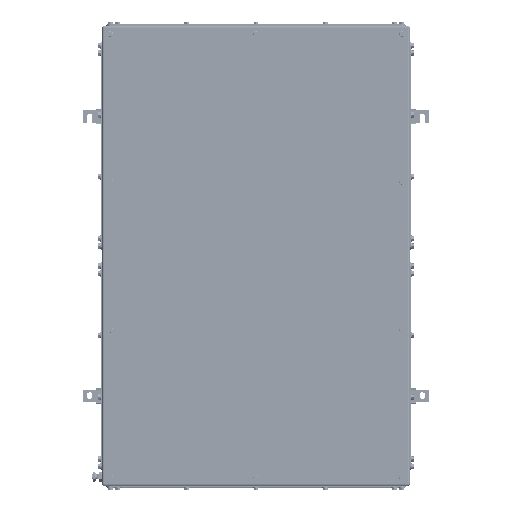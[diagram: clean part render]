
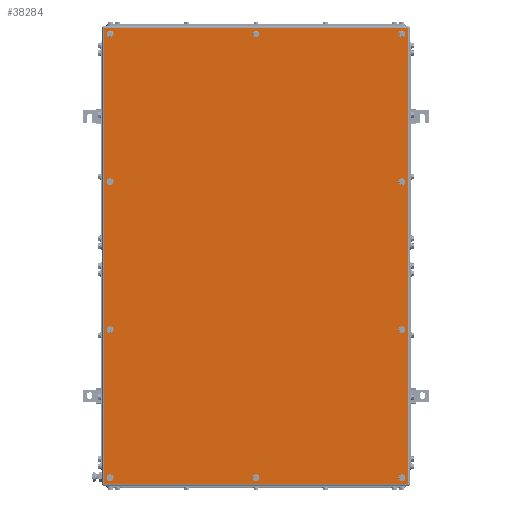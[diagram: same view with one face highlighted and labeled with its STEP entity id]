
A CAD part, top view. The second image highlights one B-rep face of the part: STEP entity #38284.
In plain terms, the highlighted planar face has unit normal (0, 0, 1).
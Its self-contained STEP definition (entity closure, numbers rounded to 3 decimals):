
#38050=AXIS2_PLACEMENT_3D('Circle Axis2P3D',#38048,#38049,$) ;
#38077=AXIS2_PLACEMENT_3D('Plane Axis2P3D',#38074,#38075,#38076) ;
#38115=AXIS2_PLACEMENT_3D('Circle Axis2P3D',#38113,#38114,$) ;
#38124=AXIS2_PLACEMENT_3D('Circle Axis2P3D',#38122,#38123,$) ;
#38133=AXIS2_PLACEMENT_3D('Circle Axis2P3D',#38131,#38132,$) ;
#38142=AXIS2_PLACEMENT_3D('Circle Axis2P3D',#38140,#38141,$) ;
#38151=AXIS2_PLACEMENT_3D('Circle Axis2P3D',#38149,#38150,$) ;
#38160=AXIS2_PLACEMENT_3D('Circle Axis2P3D',#38158,#38159,$) ;
#38169=AXIS2_PLACEMENT_3D('Circle Axis2P3D',#38167,#38168,$) ;
#38178=AXIS2_PLACEMENT_3D('Circle Axis2P3D',#38176,#38177,$) ;
#38187=AXIS2_PLACEMENT_3D('Circle Axis2P3D',#38185,#38186,$) ;
#38196=AXIS2_PLACEMENT_3D('Circle Axis2P3D',#38194,#38195,$) ;
#38205=AXIS2_PLACEMENT_3D('Circle Axis2P3D',#38203,#38204,$) ;
#38214=AXIS2_PLACEMENT_3D('Circle Axis2P3D',#38212,#38213,$) ;
#38223=AXIS2_PLACEMENT_3D('Circle Axis2P3D',#38221,#38222,$) ;
#38232=AXIS2_PLACEMENT_3D('Circle Axis2P3D',#38230,#38231,$) ;
#38241=AXIS2_PLACEMENT_3D('Circle Axis2P3D',#38239,#38240,$) ;
#38250=AXIS2_PLACEMENT_3D('Circle Axis2P3D',#38248,#38249,$) ;
#38259=AXIS2_PLACEMENT_3D('Circle Axis2P3D',#38257,#38258,$) ;
#38268=AXIS2_PLACEMENT_3D('Circle Axis2P3D',#38266,#38267,$) ;
#38277=AXIS2_PLACEMENT_3D('Circle Axis2P3D',#38275,#38276,$) ;
#38045=CARTESIAN_POINT('Vertex',(56.5,615.167,203.5)) ;
#38048=CARTESIAN_POINT('Axis2P3D Location',(53.,615.167,203.5)) ;
#38052=CARTESIAN_POINT('Vertex',(49.5,615.167,203.5)) ;
#38074=CARTESIAN_POINT('Axis2P3D Location',(345.5,468.,203.5)) ;
#38079=CARTESIAN_POINT('Line Origine',(345.5,924.5,203.5)) ;
#38083=CARTESIAN_POINT('Vertex',(650.,924.5,203.5)) ;
#38085=CARTESIAN_POINT('Vertex',(41.,924.5,203.5)) ;
#38088=CARTESIAN_POINT('Line Origine',(41.,468.,203.5)) ;
#38092=CARTESIAN_POINT('Vertex',(41.,11.5,203.5)) ;
#38095=CARTESIAN_POINT('Line Origine',(345.5,11.5,203.5)) ;
#38099=CARTESIAN_POINT('Vertex',(650.,11.5,203.5)) ;
#38102=CARTESIAN_POINT('Line Origine',(650.,468.,203.5)) ;
#38113=CARTESIAN_POINT('Axis2P3D Location',(53.,615.167,203.5)) ;
#38122=CARTESIAN_POINT('Axis2P3D Location',(53.,320.833,203.5)) ;
#38126=CARTESIAN_POINT('Vertex',(49.5,320.833,203.5)) ;
#38128=CARTESIAN_POINT('Vertex',(56.5,320.833,203.5)) ;
#38131=CARTESIAN_POINT('Axis2P3D Location',(53.,320.833,203.5)) ;
#38140=CARTESIAN_POINT('Axis2P3D Location',(638.,320.833,203.5)) ;
#38144=CARTESIAN_POINT('Vertex',(641.5,320.833,203.5)) ;
#38146=CARTESIAN_POINT('Vertex',(634.5,320.833,203.5)) ;
#38149=CARTESIAN_POINT('Axis2P3D Location',(638.,320.833,203.5)) ;
#38158=CARTESIAN_POINT('Axis2P3D Location',(638.,615.167,203.5)) ;
#38162=CARTESIAN_POINT('Vertex',(641.5,615.167,203.5)) ;
#38164=CARTESIAN_POINT('Vertex',(634.5,615.167,203.5)) ;
#38167=CARTESIAN_POINT('Axis2P3D Location',(638.,615.167,203.5)) ;
#38176=CARTESIAN_POINT('Axis2P3D Location',(345.5,23.5,203.5)) ;
#38180=CARTESIAN_POINT('Vertex',(349.,23.5,203.5)) ;
#38182=CARTESIAN_POINT('Vertex',(342.,23.5,203.5)) ;
#38185=CARTESIAN_POINT('Axis2P3D Location',(345.5,23.5,203.5)) ;
#38194=CARTESIAN_POINT('Axis2P3D Location',(345.5,912.5,203.5)) ;
#38198=CARTESIAN_POINT('Vertex',(349.,912.5,203.5)) ;
#38200=CARTESIAN_POINT('Vertex',(342.,912.5,203.5)) ;
#38203=CARTESIAN_POINT('Axis2P3D Location',(345.5,912.5,203.5)) ;
#38212=CARTESIAN_POINT('Axis2P3D Location',(53.,912.5,203.5)) ;
#38216=CARTESIAN_POINT('Vertex',(49.5,912.5,203.5)) ;
#38218=CARTESIAN_POINT('Vertex',(56.5,912.5,203.5)) ;
#38221=CARTESIAN_POINT('Axis2P3D Location',(53.,912.5,203.5)) ;
#38230=CARTESIAN_POINT('Axis2P3D Location',(53.,23.5,203.5)) ;
#38234=CARTESIAN_POINT('Vertex',(49.5,23.5,203.5)) ;
#38236=CARTESIAN_POINT('Vertex',(56.5,23.5,203.5)) ;
#38239=CARTESIAN_POINT('Axis2P3D Location',(53.,23.5,203.5)) ;
#38248=CARTESIAN_POINT('Axis2P3D Location',(638.,23.5,203.5)) ;
#38252=CARTESIAN_POINT('Vertex',(641.5,23.5,203.5)) ;
#38254=CARTESIAN_POINT('Vertex',(634.5,23.5,203.5)) ;
#38257=CARTESIAN_POINT('Axis2P3D Location',(638.,23.5,203.5)) ;
#38266=CARTESIAN_POINT('Axis2P3D Location',(638.,912.5,203.5)) ;
#38270=CARTESIAN_POINT('Vertex',(641.5,912.5,203.5)) ;
#38272=CARTESIAN_POINT('Vertex',(634.5,912.5,203.5)) ;
#38275=CARTESIAN_POINT('Axis2P3D Location',(638.,912.5,203.5)) ;
#38049=DIRECTION('Axis2P3D Direction',(0.,0.,1.)) ;
#38075=DIRECTION('Axis2P3D Direction',(0.,0.,1.)) ;
#38076=DIRECTION('Axis2P3D XDirection',(1.,0.,0.)) ;
#38080=DIRECTION('Vector Direction',(1.,0.,0.)) ;
#38089=DIRECTION('Vector Direction',(0.,-1.,0.)) ;
#38096=DIRECTION('Vector Direction',(1.,0.,0.)) ;
#38103=DIRECTION('Vector Direction',(0.,1.,0.)) ;
#38114=DIRECTION('Axis2P3D Direction',(0.,0.,1.)) ;
#38123=DIRECTION('Axis2P3D Direction',(0.,0.,1.)) ;
#38132=DIRECTION('Axis2P3D Direction',(0.,0.,1.)) ;
#38141=DIRECTION('Axis2P3D Direction',(0.,0.,1.)) ;
#38150=DIRECTION('Axis2P3D Direction',(0.,0.,1.)) ;
#38159=DIRECTION('Axis2P3D Direction',(0.,0.,1.)) ;
#38168=DIRECTION('Axis2P3D Direction',(0.,0.,1.)) ;
#38177=DIRECTION('Axis2P3D Direction',(0.,0.,1.)) ;
#38186=DIRECTION('Axis2P3D Direction',(0.,0.,1.)) ;
#38195=DIRECTION('Axis2P3D Direction',(0.,0.,1.)) ;
#38204=DIRECTION('Axis2P3D Direction',(0.,0.,1.)) ;
#38213=DIRECTION('Axis2P3D Direction',(0.,0.,1.)) ;
#38222=DIRECTION('Axis2P3D Direction',(0.,0.,1.)) ;
#38231=DIRECTION('Axis2P3D Direction',(0.,0.,1.)) ;
#38240=DIRECTION('Axis2P3D Direction',(0.,0.,1.)) ;
#38249=DIRECTION('Axis2P3D Direction',(0.,0.,1.)) ;
#38258=DIRECTION('Axis2P3D Direction',(0.,0.,1.)) ;
#38267=DIRECTION('Axis2P3D Direction',(0.,0.,1.)) ;
#38276=DIRECTION('Axis2P3D Direction',(0.,0.,1.)) ;
#38081=VECTOR('Line Direction',#38080,1.) ;
#38090=VECTOR('Line Direction',#38089,1.) ;
#38097=VECTOR('Line Direction',#38096,1.) ;
#38104=VECTOR('Line Direction',#38103,1.) ;
#38108=ORIENTED_EDGE('',*,*,#38087,.T.) ;
#38109=ORIENTED_EDGE('',*,*,#38094,.T.) ;
#38110=ORIENTED_EDGE('',*,*,#38101,.T.) ;
#38111=ORIENTED_EDGE('',*,*,#38106,.T.) ;
#38119=ORIENTED_EDGE('',*,*,#38117,.F.) ;
#38120=ORIENTED_EDGE('',*,*,#38054,.F.) ;
#38137=ORIENTED_EDGE('',*,*,#38130,.F.) ;
#38138=ORIENTED_EDGE('',*,*,#38135,.F.) ;
#38155=ORIENTED_EDGE('',*,*,#38148,.F.) ;
#38156=ORIENTED_EDGE('',*,*,#38153,.F.) ;
#38173=ORIENTED_EDGE('',*,*,#38166,.F.) ;
#38174=ORIENTED_EDGE('',*,*,#38171,.F.) ;
#38191=ORIENTED_EDGE('',*,*,#38184,.F.) ;
#38192=ORIENTED_EDGE('',*,*,#38189,.F.) ;
#38209=ORIENTED_EDGE('',*,*,#38202,.F.) ;
#38210=ORIENTED_EDGE('',*,*,#38207,.F.) ;
#38227=ORIENTED_EDGE('',*,*,#38220,.F.) ;
#38228=ORIENTED_EDGE('',*,*,#38225,.F.) ;
#38245=ORIENTED_EDGE('',*,*,#38238,.F.) ;
#38246=ORIENTED_EDGE('',*,*,#38243,.F.) ;
#38263=ORIENTED_EDGE('',*,*,#38256,.F.) ;
#38264=ORIENTED_EDGE('',*,*,#38261,.F.) ;
#38281=ORIENTED_EDGE('',*,*,#38274,.F.) ;
#38282=ORIENTED_EDGE('',*,*,#38279,.F.) ;
#38121=FACE_BOUND('',#38118,.T.) ;
#38139=FACE_BOUND('',#38136,.T.) ;
#38157=FACE_BOUND('',#38154,.T.) ;
#38175=FACE_BOUND('',#38172,.T.) ;
#38193=FACE_BOUND('',#38190,.T.) ;
#38211=FACE_BOUND('',#38208,.T.) ;
#38229=FACE_BOUND('',#38226,.T.) ;
#38247=FACE_BOUND('',#38244,.T.) ;
#38265=FACE_BOUND('',#38262,.T.) ;
#38283=FACE_BOUND('',#38280,.T.) ;
#38284=ADVANCED_FACE('ZUB_KTB_FS_916120_4GP_AllCATPart.2\\ZUB_DE_KTB_FS.1\\DE_KTB_MH_PART_MASTER.1\\Koerper.2',(#38112,#38121,#38139,#38157,#38175,#38193,#38211,#38229,#38247,#38265,#38283),#38078,.T.) ;
#38051=CIRCLE('generated circle',#38050,3.5) ;
#38116=CIRCLE('generated circle',#38115,3.5) ;
#38125=CIRCLE('generated circle',#38124,3.5) ;
#38134=CIRCLE('generated circle',#38133,3.5) ;
#38143=CIRCLE('generated circle',#38142,3.5) ;
#38152=CIRCLE('generated circle',#38151,3.5) ;
#38161=CIRCLE('generated circle',#38160,3.5) ;
#38170=CIRCLE('generated circle',#38169,3.5) ;
#38179=CIRCLE('generated circle',#38178,3.5) ;
#38188=CIRCLE('generated circle',#38187,3.5) ;
#38197=CIRCLE('generated circle',#38196,3.5) ;
#38206=CIRCLE('generated circle',#38205,3.5) ;
#38215=CIRCLE('generated circle',#38214,3.5) ;
#38224=CIRCLE('generated circle',#38223,3.5) ;
#38233=CIRCLE('generated circle',#38232,3.5) ;
#38242=CIRCLE('generated circle',#38241,3.5) ;
#38251=CIRCLE('generated circle',#38250,3.5) ;
#38260=CIRCLE('generated circle',#38259,3.5) ;
#38269=CIRCLE('generated circle',#38268,3.5) ;
#38278=CIRCLE('generated circle',#38277,3.5) ;
#38054=EDGE_CURVE('',#38046,#38053,#38051,.T.) ;
#38087=EDGE_CURVE('',#38084,#38086,#38082,.F.) ;
#38094=EDGE_CURVE('',#38086,#38093,#38091,.T.) ;
#38101=EDGE_CURVE('',#38093,#38100,#38098,.T.) ;
#38106=EDGE_CURVE('',#38100,#38084,#38105,.T.) ;
#38117=EDGE_CURVE('',#38053,#38046,#38116,.T.) ;
#38130=EDGE_CURVE('',#38127,#38129,#38125,.T.) ;
#38135=EDGE_CURVE('',#38129,#38127,#38134,.T.) ;
#38148=EDGE_CURVE('',#38145,#38147,#38143,.T.) ;
#38153=EDGE_CURVE('',#38147,#38145,#38152,.T.) ;
#38166=EDGE_CURVE('',#38163,#38165,#38161,.T.) ;
#38171=EDGE_CURVE('',#38165,#38163,#38170,.T.) ;
#38184=EDGE_CURVE('',#38181,#38183,#38179,.T.) ;
#38189=EDGE_CURVE('',#38183,#38181,#38188,.T.) ;
#38202=EDGE_CURVE('',#38199,#38201,#38197,.T.) ;
#38207=EDGE_CURVE('',#38201,#38199,#38206,.T.) ;
#38220=EDGE_CURVE('',#38217,#38219,#38215,.T.) ;
#38225=EDGE_CURVE('',#38219,#38217,#38224,.T.) ;
#38238=EDGE_CURVE('',#38235,#38237,#38233,.T.) ;
#38243=EDGE_CURVE('',#38237,#38235,#38242,.T.) ;
#38256=EDGE_CURVE('',#38253,#38255,#38251,.T.) ;
#38261=EDGE_CURVE('',#38255,#38253,#38260,.T.) ;
#38274=EDGE_CURVE('',#38271,#38273,#38269,.T.) ;
#38279=EDGE_CURVE('',#38273,#38271,#38278,.T.) ;
#38107=EDGE_LOOP('',(#38108,#38109,#38110,#38111)) ;
#38118=EDGE_LOOP('',(#38119,#38120)) ;
#38136=EDGE_LOOP('',(#38137,#38138)) ;
#38154=EDGE_LOOP('',(#38155,#38156)) ;
#38172=EDGE_LOOP('',(#38173,#38174)) ;
#38190=EDGE_LOOP('',(#38191,#38192)) ;
#38208=EDGE_LOOP('',(#38209,#38210)) ;
#38226=EDGE_LOOP('',(#38227,#38228)) ;
#38244=EDGE_LOOP('',(#38245,#38246)) ;
#38262=EDGE_LOOP('',(#38263,#38264)) ;
#38280=EDGE_LOOP('',(#38281,#38282)) ;
#38112=FACE_OUTER_BOUND('',#38107,.T.) ;
#38082=LINE('Line',#38079,#38081) ;
#38091=LINE('Line',#38088,#38090) ;
#38098=LINE('Line',#38095,#38097) ;
#38105=LINE('Line',#38102,#38104) ;
#38078=PLANE('',#38077) ;
#38046=VERTEX_POINT('',#38045) ;
#38053=VERTEX_POINT('',#38052) ;
#38084=VERTEX_POINT('',#38083) ;
#38086=VERTEX_POINT('',#38085) ;
#38093=VERTEX_POINT('',#38092) ;
#38100=VERTEX_POINT('',#38099) ;
#38127=VERTEX_POINT('',#38126) ;
#38129=VERTEX_POINT('',#38128) ;
#38145=VERTEX_POINT('',#38144) ;
#38147=VERTEX_POINT('',#38146) ;
#38163=VERTEX_POINT('',#38162) ;
#38165=VERTEX_POINT('',#38164) ;
#38181=VERTEX_POINT('',#38180) ;
#38183=VERTEX_POINT('',#38182) ;
#38199=VERTEX_POINT('',#38198) ;
#38201=VERTEX_POINT('',#38200) ;
#38217=VERTEX_POINT('',#38216) ;
#38219=VERTEX_POINT('',#38218) ;
#38235=VERTEX_POINT('',#38234) ;
#38237=VERTEX_POINT('',#38236) ;
#38253=VERTEX_POINT('',#38252) ;
#38255=VERTEX_POINT('',#38254) ;
#38271=VERTEX_POINT('',#38270) ;
#38273=VERTEX_POINT('',#38272) ;
